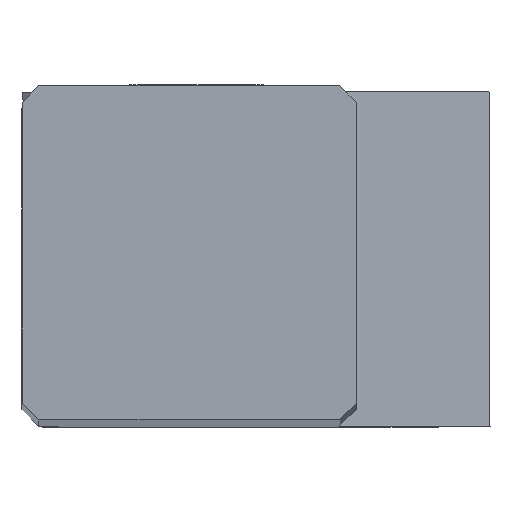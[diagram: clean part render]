
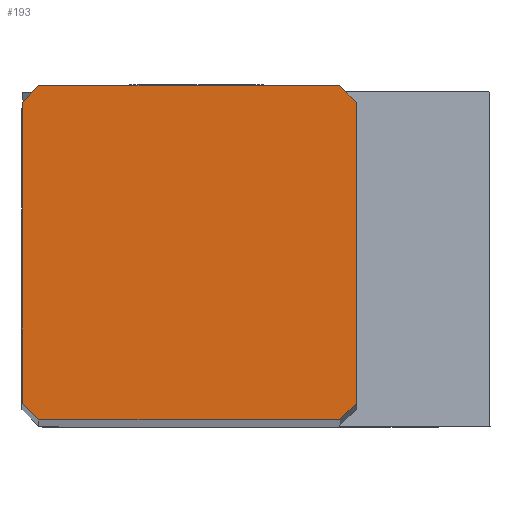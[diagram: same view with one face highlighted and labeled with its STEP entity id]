
A CAD part, top view. The second image highlights one B-rep face of the part: STEP entity #193.
In plain terms, the highlighted planar face has unit normal (0, 0, 1).
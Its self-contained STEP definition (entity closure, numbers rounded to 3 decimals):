
#121=FACE_OUTER_BOUND('',#312,.T.);
#193=ADVANCED_FACE('',(#121),#257,.T.);
#257=PLANE('',#1585);
#312=EDGE_LOOP('',(#463,#464,#465,#466,#467,#468,#469,#470));
#463=ORIENTED_EDGE('',*,*,#968,.F.);
#464=ORIENTED_EDGE('',*,*,#969,.F.);
#465=ORIENTED_EDGE('',*,*,#970,.F.);
#466=ORIENTED_EDGE('',*,*,#971,.T.);
#467=ORIENTED_EDGE('',*,*,#972,.F.);
#468=ORIENTED_EDGE('',*,*,#973,.T.);
#469=ORIENTED_EDGE('',*,*,#974,.F.);
#470=ORIENTED_EDGE('',*,*,#965,.T.);
#806=VERTEX_POINT('',#2233);
#814=VERTEX_POINT('',#2249);
#817=VERTEX_POINT('',#2257);
#818=VERTEX_POINT('',#2259);
#819=VERTEX_POINT('',#2261);
#820=VERTEX_POINT('',#2263);
#821=VERTEX_POINT('',#2265);
#822=VERTEX_POINT('',#2267);
#965=EDGE_CURVE('',#806,#814,#1275,.T.);
#968=EDGE_CURVE('',#817,#814,#1276,.T.);
#969=EDGE_CURVE('',#818,#817,#1277,.T.);
#970=EDGE_CURVE('',#819,#818,#1278,.T.);
#971=EDGE_CURVE('',#819,#820,#1279,.T.);
#972=EDGE_CURVE('',#821,#820,#1280,.T.);
#973=EDGE_CURVE('',#821,#822,#1281,.T.);
#974=EDGE_CURVE('',#806,#822,#1282,.T.);
#1275=LINE('',#2250,#1396);
#1276=LINE('',#2256,#1397);
#1277=LINE('',#2258,#1398);
#1278=LINE('',#2260,#1399);
#1279=LINE('',#2262,#1400);
#1280=LINE('',#2264,#1401);
#1281=LINE('',#2266,#1402);
#1282=LINE('',#2268,#1403);
#1396=VECTOR('',#1825,1.);
#1397=VECTOR('',#1832,1.);
#1398=VECTOR('',#1833,1.);
#1399=VECTOR('',#1834,1.);
#1400=VECTOR('',#1835,1.);
#1401=VECTOR('',#1836,1.);
#1402=VECTOR('',#1837,1.);
#1403=VECTOR('',#1838,1.);
#1585=AXIS2_PLACEMENT_3D('',#2269,#1839,#1840);
#1825=DIRECTION('',(1.,0.,0.));
#1832=DIRECTION('',(-0.707,-0.707,0.));
#1833=DIRECTION('',(0.,-1.,0.));
#1834=DIRECTION('',(0.707,-0.707,0.));
#1835=DIRECTION('',(-1.,0.,0.));
#1836=DIRECTION('',(0.707,0.707,0.));
#1837=DIRECTION('',(0.,-1.,0.));
#1838=DIRECTION('',(-0.707,0.707,0.));
#1839=DIRECTION('',(0.,0.,1.));
#1840=DIRECTION('',(-1.,0.,0.));
#2233=CARTESIAN_POINT('',(-9.5,0.,0.));
#2249=CARTESIAN_POINT('',(-0.5,0.,0.));
#2250=CARTESIAN_POINT('',(-9.5,0.,0.));
#2256=CARTESIAN_POINT('',(0.,0.5,0.));
#2257=CARTESIAN_POINT('',(0.,0.5,0.));
#2258=CARTESIAN_POINT('',(0.,9.5,0.));
#2259=CARTESIAN_POINT('',(0.,9.5,0.));
#2260=CARTESIAN_POINT('',(-0.5,10.,0.));
#2261=CARTESIAN_POINT('',(-0.5,10.,0.));
#2262=CARTESIAN_POINT('',(-0.5,10.,0.));
#2263=CARTESIAN_POINT('',(-9.5,10.,0.));
#2264=CARTESIAN_POINT('',(-10.,9.5,0.));
#2265=CARTESIAN_POINT('',(-10.,9.5,0.));
#2266=CARTESIAN_POINT('',(-10.,9.5,0.));
#2267=CARTESIAN_POINT('',(-10.,0.5,0.));
#2268=CARTESIAN_POINT('',(-9.5,0.,0.));
#2269=CARTESIAN_POINT('',(-5.,5.,0.));
